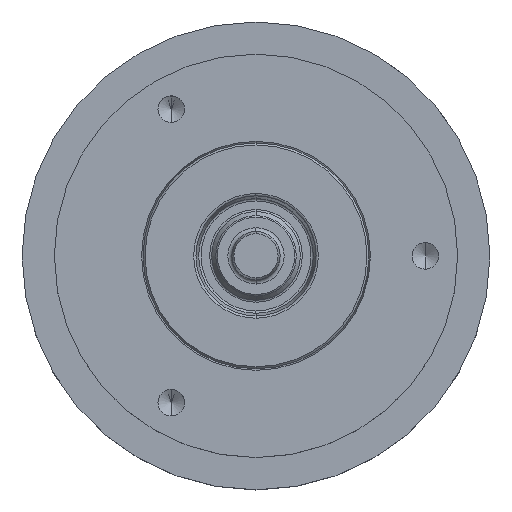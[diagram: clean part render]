
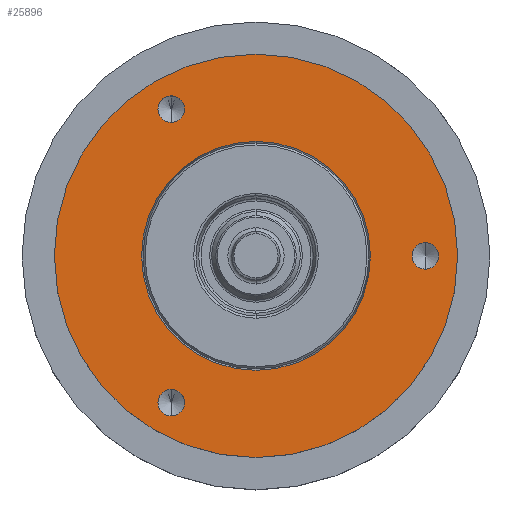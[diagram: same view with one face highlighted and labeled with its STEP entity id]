
A CAD part, top view. The second image highlights one B-rep face of the part: STEP entity #25896.
In plain terms, the highlighted planar face has unit normal (0, 0, 1).
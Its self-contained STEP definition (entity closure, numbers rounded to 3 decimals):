
#4135=CARTESIAN_POINT('',(0.,0.,27.));
#4136=DIRECTION('',(0.,0.,-1.));
#4137=DIRECTION('',(0.,1.,0.));
#4138=AXIS2_PLACEMENT_3D('',#4135,#4136,#4137);
#4140=CARTESIAN_POINT('',(0.,0.,27.));
#4141=DIRECTION('',(0.,0.,-1.));
#4142=DIRECTION('',(0.,-1.,0.));
#4143=AXIS2_PLACEMENT_3D('',#4140,#4141,#4142);
#4145=CARTESIAN_POINT('',(21.,0.,27.));
#4146=DIRECTION('',(0.,0.,1.));
#4147=DIRECTION('',(0.,-1.,0.));
#4148=AXIS2_PLACEMENT_3D('',#4145,#4146,#4147);
#4150=CARTESIAN_POINT('',(21.,0.,27.));
#4151=DIRECTION('',(0.,0.,1.));
#4152=DIRECTION('',(0.,1.,0.));
#4153=AXIS2_PLACEMENT_3D('',#4150,#4151,#4152);
#4155=CARTESIAN_POINT('',(-10.5,-18.187,27.));
#4156=DIRECTION('',(0.,0.,1.));
#4157=DIRECTION('',(0.,-1.,0.));
#4158=AXIS2_PLACEMENT_3D('',#4155,#4156,#4157);
#4160=CARTESIAN_POINT('',(-10.5,-18.187,27.));
#4161=DIRECTION('',(0.,0.,1.));
#4162=DIRECTION('',(0.,1.,0.));
#4163=AXIS2_PLACEMENT_3D('',#4160,#4161,#4162);
#4165=CARTESIAN_POINT('',(-10.5,18.187,27.));
#4166=DIRECTION('',(0.,0.,1.));
#4167=DIRECTION('',(0.,-1.,0.));
#4168=AXIS2_PLACEMENT_3D('',#4165,#4166,#4167);
#4170=CARTESIAN_POINT('',(-10.5,18.187,27.));
#4171=DIRECTION('',(0.,0.,1.));
#4172=DIRECTION('',(0.,1.,0.));
#4173=AXIS2_PLACEMENT_3D('',#4170,#4171,#4172);
#4180=CARTESIAN_POINT('',(0.,0.,27.));
#4181=DIRECTION('',(0.,0.,-1.));
#4182=DIRECTION('',(-1.,0.,0.));
#4183=AXIS2_PLACEMENT_3D('',#4180,#4181,#4182);
#4198=CARTESIAN_POINT('',(0.,0.,27.));
#4199=DIRECTION('',(0.,0.,-1.));
#4200=DIRECTION('',(1.,0.,0.));
#4201=AXIS2_PLACEMENT_3D('',#4198,#4199,#4200);
#20546=CARTESIAN_POINT('',(0.,25.,27.));
#20547=CARTESIAN_POINT('',(0.,-25.,27.));
#20548=VERTEX_POINT('',#20546);
#20549=VERTEX_POINT('',#20547);
#20752=CARTESIAN_POINT('',(14.188,0.,27.));
#20753=CARTESIAN_POINT('',(-14.188,0.,27.));
#20754=VERTEX_POINT('',#20752);
#20755=VERTEX_POINT('',#20753);
#20953=CARTESIAN_POINT('',(21.,-1.65,27.));
#20954=CARTESIAN_POINT('',(21.,1.65,27.));
#20955=VERTEX_POINT('',#20953);
#20956=VERTEX_POINT('',#20954);
#20963=CARTESIAN_POINT('',(-10.5,-19.837,27.));
#20964=CARTESIAN_POINT('',(-10.5,-16.537,27.));
#20965=VERTEX_POINT('',#20963);
#20966=VERTEX_POINT('',#20964);
#20973=CARTESIAN_POINT('',(-10.5,16.537,27.));
#20974=CARTESIAN_POINT('',(-10.5,19.837,27.));
#20975=VERTEX_POINT('',#20973);
#20976=VERTEX_POINT('',#20974);
#25862=CARTESIAN_POINT('',(0.,0.,27.));
#25863=DIRECTION('',(0.,0.,1.));
#25864=DIRECTION('',(1.,0.,0.));
#25865=AXIS2_PLACEMENT_3D('',#25862,#25863,#25864);
#25866=PLANE('',#25865);
#25868=ORIENTED_EDGE('',*,*,#25867,.T.);
#25869=ORIENTED_EDGE('',*,*,#25852,.T.);
#25870=EDGE_LOOP('',(#25868,#25869));
#25871=FACE_OUTER_BOUND('',#25870,.F.);
#25873=ORIENTED_EDGE('',*,*,#25872,.F.);
#25875=ORIENTED_EDGE('',*,*,#25874,.F.);
#25876=EDGE_LOOP('',(#25873,#25875));
#25877=FACE_BOUND('',#25876,.F.);
#25879=ORIENTED_EDGE('',*,*,#25878,.T.);
#25881=ORIENTED_EDGE('',*,*,#25880,.T.);
#25882=EDGE_LOOP('',(#25879,#25881));
#25883=FACE_BOUND('',#25882,.F.);
#25885=ORIENTED_EDGE('',*,*,#25884,.T.);
#25887=ORIENTED_EDGE('',*,*,#25886,.T.);
#25888=EDGE_LOOP('',(#25885,#25887));
#25889=FACE_BOUND('',#25888,.F.);
#25891=ORIENTED_EDGE('',*,*,#25890,.T.);
#25893=ORIENTED_EDGE('',*,*,#25892,.T.);
#25894=EDGE_LOOP('',(#25891,#25893));
#25895=FACE_BOUND('',#25894,.F.);
#4139=CIRCLE('',#4138,25.);
#4144=CIRCLE('',#4143,25.);
#4149=CIRCLE('',#4148,1.65);
#4154=CIRCLE('',#4153,1.65);
#4159=CIRCLE('',#4158,1.65);
#4164=CIRCLE('',#4163,1.65);
#4169=CIRCLE('',#4168,1.65);
#4174=CIRCLE('',#4173,1.65);
#4184=CIRCLE('',#4183,14.188);
#4202=CIRCLE('',#4201,14.188);
#25852=EDGE_CURVE('',#20549,#20548,#4144,.T.);
#25867=EDGE_CURVE('',#20548,#20549,#4139,.T.);
#25872=EDGE_CURVE('',#20755,#20754,#4184,.T.);
#25874=EDGE_CURVE('',#20754,#20755,#4202,.T.);
#25878=EDGE_CURVE('',#20955,#20956,#4149,.T.);
#25880=EDGE_CURVE('',#20956,#20955,#4154,.T.);
#25884=EDGE_CURVE('',#20965,#20966,#4159,.T.);
#25886=EDGE_CURVE('',#20966,#20965,#4164,.T.);
#25890=EDGE_CURVE('',#20975,#20976,#4169,.T.);
#25892=EDGE_CURVE('',#20976,#20975,#4174,.T.);
#25896=ADVANCED_FACE('',(#25871,#25877,#25883,#25889,#25895),#25866,.T.);
